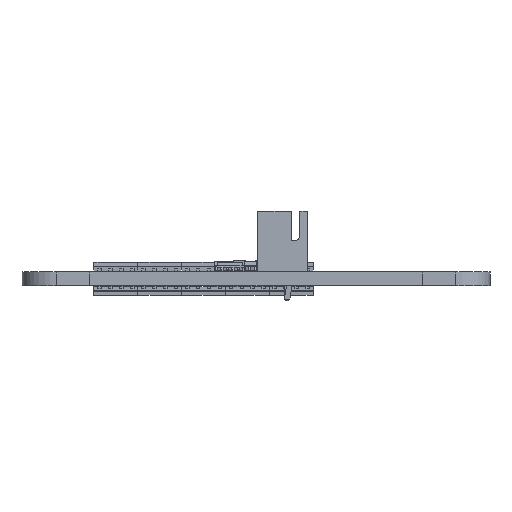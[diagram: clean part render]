
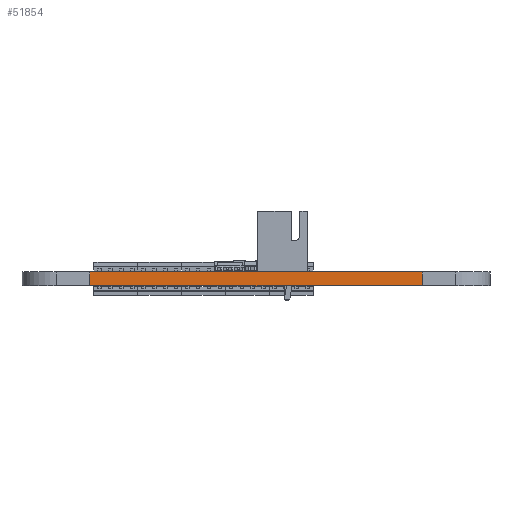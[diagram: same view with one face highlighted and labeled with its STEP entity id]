
A CAD part, left-side view. The second image highlights one B-rep face of the part: STEP entity #51854.
In plain terms, the highlighted planar face has unit normal (-1, 0, 0).
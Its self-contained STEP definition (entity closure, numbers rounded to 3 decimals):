
#49747 = PLANE('',#49748);
#49748 = AXIS2_PLACEMENT_3D('',#49749,#49750,#49751);
#49749 = CARTESIAN_POINT('',(-1.408,0.428,1.6));
#49750 = DIRECTION('',(0.,0.,1.));
#49751 = DIRECTION('',(1.,0.,0.));
#49801 = PLANE('',#49802);
#49802 = AXIS2_PLACEMENT_3D('',#49803,#49804,#49805);
#49803 = CARTESIAN_POINT('',(-1.408,0.428,0.));
#49804 = DIRECTION('',(0.,0.,1.));
#49805 = DIRECTION('',(1.,0.,0.));
#50051 = VERTEX_POINT('',#50052);
#50052 = CARTESIAN_POINT('',(-37.2,19.3,0.));
#50066 = PLANE('',#50067);
#50067 = AXIS2_PLACEMENT_3D('',#50068,#50069,#50070);
#50068 = CARTESIAN_POINT('',(-37.2,23.2,0.));
#50069 = DIRECTION('',(1.,0.,0.));
#50070 = DIRECTION('',(0.,-1.,0.));
#50078 = EDGE_CURVE('',#50051,#50079,#50081,.T.);
#50079 = VERTEX_POINT('',#50080);
#50080 = CARTESIAN_POINT('',(-37.2,-19.3,0.));
#50081 = SURFACE_CURVE('',#50082,(#50086,#50093),.PCURVE_S1.);
#50082 = LINE('',#50083,#50084);
#50083 = CARTESIAN_POINT('',(-37.2,19.3,0.));
#50084 = VECTOR('',#50085,1.);
#50085 = DIRECTION('',(0.,-1.,0.));
#50086 = PCURVE('',#49801,#50087);
#50087 = DEFINITIONAL_REPRESENTATION('',(#50088),#50092);
#50088 = LINE('',#50089,#50090);
#50089 = CARTESIAN_POINT('',(-35.792,18.872));
#50090 = VECTOR('',#50091,1.);
#50091 = DIRECTION('',(0.,-1.));
#50092 = ( GEOMETRIC_REPRESENTATION_CONTEXT(2) 
PARAMETRIC_REPRESENTATION_CONTEXT() REPRESENTATION_CONTEXT('2D SPACE',''
  ) );
#50093 = PCURVE('',#50094,#50099);
#50094 = PLANE('',#50095);
#50095 = AXIS2_PLACEMENT_3D('',#50096,#50097,#50098);
#50096 = CARTESIAN_POINT('',(-37.2,19.3,0.));
#50097 = DIRECTION('',(1.,0.,0.));
#50098 = DIRECTION('',(0.,-1.,0.));
#50099 = DEFINITIONAL_REPRESENTATION('',(#50100),#50104);
#50100 = LINE('',#50101,#50102);
#50101 = CARTESIAN_POINT('',(0.,0.));
#50102 = VECTOR('',#50103,1.);
#50103 = DIRECTION('',(1.,0.));
#50104 = ( GEOMETRIC_REPRESENTATION_CONTEXT(2) 
PARAMETRIC_REPRESENTATION_CONTEXT() REPRESENTATION_CONTEXT('2D SPACE',''
  ) );
#50122 = PLANE('',#50123);
#50123 = AXIS2_PLACEMENT_3D('',#50124,#50125,#50126);
#50124 = CARTESIAN_POINT('',(-37.2,-19.3,0.));
#50125 = DIRECTION('',(1.,0.,0.));
#50126 = DIRECTION('',(0.,-1.,0.));
#50937 = VERTEX_POINT('',#50938);
#50938 = CARTESIAN_POINT('',(-37.2,19.3,1.6));
#50959 = EDGE_CURVE('',#50937,#50960,#50962,.T.);
#50960 = VERTEX_POINT('',#50961);
#50961 = CARTESIAN_POINT('',(-37.2,-19.3,1.6));
#50962 = SURFACE_CURVE('',#50963,(#50967,#50974),.PCURVE_S1.);
#50963 = LINE('',#50964,#50965);
#50964 = CARTESIAN_POINT('',(-37.2,19.3,1.6));
#50965 = VECTOR('',#50966,1.);
#50966 = DIRECTION('',(0.,-1.,0.));
#50967 = PCURVE('',#49747,#50968);
#50968 = DEFINITIONAL_REPRESENTATION('',(#50969),#50973);
#50969 = LINE('',#50970,#50971);
#50970 = CARTESIAN_POINT('',(-35.792,18.872));
#50971 = VECTOR('',#50972,1.);
#50972 = DIRECTION('',(0.,-1.));
#50973 = ( GEOMETRIC_REPRESENTATION_CONTEXT(2) 
PARAMETRIC_REPRESENTATION_CONTEXT() REPRESENTATION_CONTEXT('2D SPACE',''
  ) );
#50974 = PCURVE('',#50094,#50975);
#50975 = DEFINITIONAL_REPRESENTATION('',(#50976),#50980);
#50976 = LINE('',#50977,#50978);
#50977 = CARTESIAN_POINT('',(0.,-1.6));
#50978 = VECTOR('',#50979,1.);
#50979 = DIRECTION('',(1.,0.));
#50980 = ( GEOMETRIC_REPRESENTATION_CONTEXT(2) 
PARAMETRIC_REPRESENTATION_CONTEXT() REPRESENTATION_CONTEXT('2D SPACE',''
  ) );
#51806 = EDGE_CURVE('',#50051,#50937,#51807,.T.);
#51807 = SURFACE_CURVE('',#51808,(#51812,#51819),.PCURVE_S1.);
#51808 = LINE('',#51809,#51810);
#51809 = CARTESIAN_POINT('',(-37.2,19.3,0.));
#51810 = VECTOR('',#51811,1.);
#51811 = DIRECTION('',(0.,0.,1.));
#51812 = PCURVE('',#50066,#51813);
#51813 = DEFINITIONAL_REPRESENTATION('',(#51814),#51818);
#51814 = LINE('',#51815,#51816);
#51815 = CARTESIAN_POINT('',(3.9,0.));
#51816 = VECTOR('',#51817,1.);
#51817 = DIRECTION('',(0.,-1.));
#51818 = ( GEOMETRIC_REPRESENTATION_CONTEXT(2) 
PARAMETRIC_REPRESENTATION_CONTEXT() REPRESENTATION_CONTEXT('2D SPACE',''
  ) );
#51819 = PCURVE('',#50094,#51820);
#51820 = DEFINITIONAL_REPRESENTATION('',(#51821),#51825);
#51821 = LINE('',#51822,#51823);
#51822 = CARTESIAN_POINT('',(0.,0.));
#51823 = VECTOR('',#51824,1.);
#51824 = DIRECTION('',(0.,-1.));
#51825 = ( GEOMETRIC_REPRESENTATION_CONTEXT(2) 
PARAMETRIC_REPRESENTATION_CONTEXT() REPRESENTATION_CONTEXT('2D SPACE',''
  ) );
#51854 = ADVANCED_FACE('',(#51855),#50094,.F.);
#51855 = FACE_BOUND('',#51856,.F.);
#51856 = EDGE_LOOP('',(#51857,#51858,#51859,#51880));
#51857 = ORIENTED_EDGE('',*,*,#51806,.T.);
#51858 = ORIENTED_EDGE('',*,*,#50959,.T.);
#51859 = ORIENTED_EDGE('',*,*,#51860,.F.);
#51860 = EDGE_CURVE('',#50079,#50960,#51861,.T.);
#51861 = SURFACE_CURVE('',#51862,(#51866,#51873),.PCURVE_S1.);
#51862 = LINE('',#51863,#51864);
#51863 = CARTESIAN_POINT('',(-37.2,-19.3,0.));
#51864 = VECTOR('',#51865,1.);
#51865 = DIRECTION('',(0.,0.,1.));
#51866 = PCURVE('',#50094,#51867);
#51867 = DEFINITIONAL_REPRESENTATION('',(#51868),#51872);
#51868 = LINE('',#51869,#51870);
#51869 = CARTESIAN_POINT('',(38.6,0.));
#51870 = VECTOR('',#51871,1.);
#51871 = DIRECTION('',(0.,-1.));
#51872 = ( GEOMETRIC_REPRESENTATION_CONTEXT(2) 
PARAMETRIC_REPRESENTATION_CONTEXT() REPRESENTATION_CONTEXT('2D SPACE',''
  ) );
#51873 = PCURVE('',#50122,#51874);
#51874 = DEFINITIONAL_REPRESENTATION('',(#51875),#51879);
#51875 = LINE('',#51876,#51877);
#51876 = CARTESIAN_POINT('',(0.,0.));
#51877 = VECTOR('',#51878,1.);
#51878 = DIRECTION('',(0.,-1.));
#51879 = ( GEOMETRIC_REPRESENTATION_CONTEXT(2) 
PARAMETRIC_REPRESENTATION_CONTEXT() REPRESENTATION_CONTEXT('2D SPACE',''
  ) );
#51880 = ORIENTED_EDGE('',*,*,#50078,.F.);
